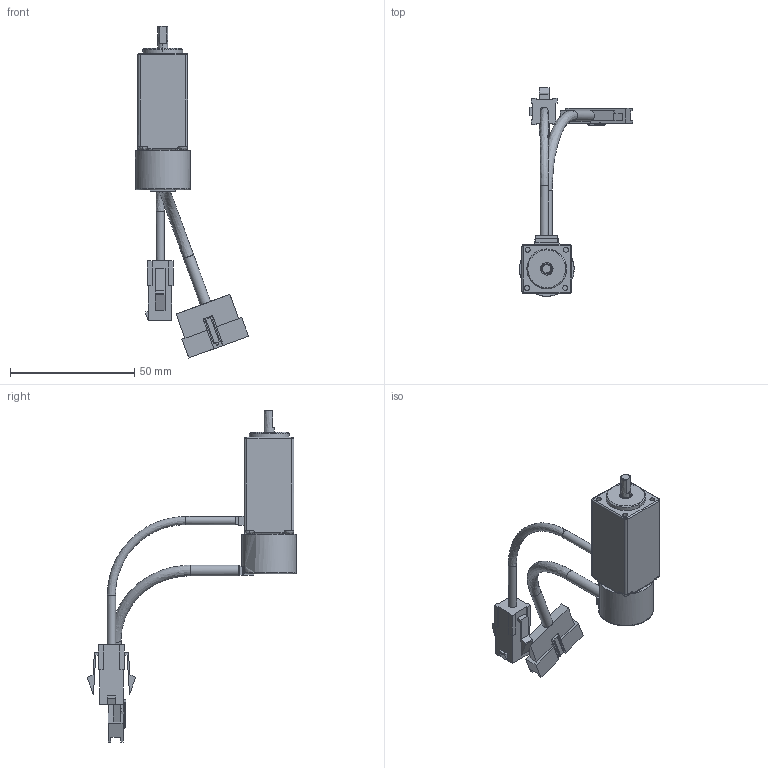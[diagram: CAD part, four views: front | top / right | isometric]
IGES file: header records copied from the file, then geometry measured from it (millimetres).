
Global section: file name: EzM-20M-assembly.igs; preprocessor: I-DEAS 3D IGES Translator 12; date: 20110209.130545; units: millimetre
Bounding box: 45.51 x 84.09 x 133.67 mm (x, y, z)
Volume: 27692 mm3; surface area: 13196.9 mm2
Topology: 4 solids, 4 shells, 374 faces, 1068 edges, 813 vertices
Faces by surface type: bspline 374
